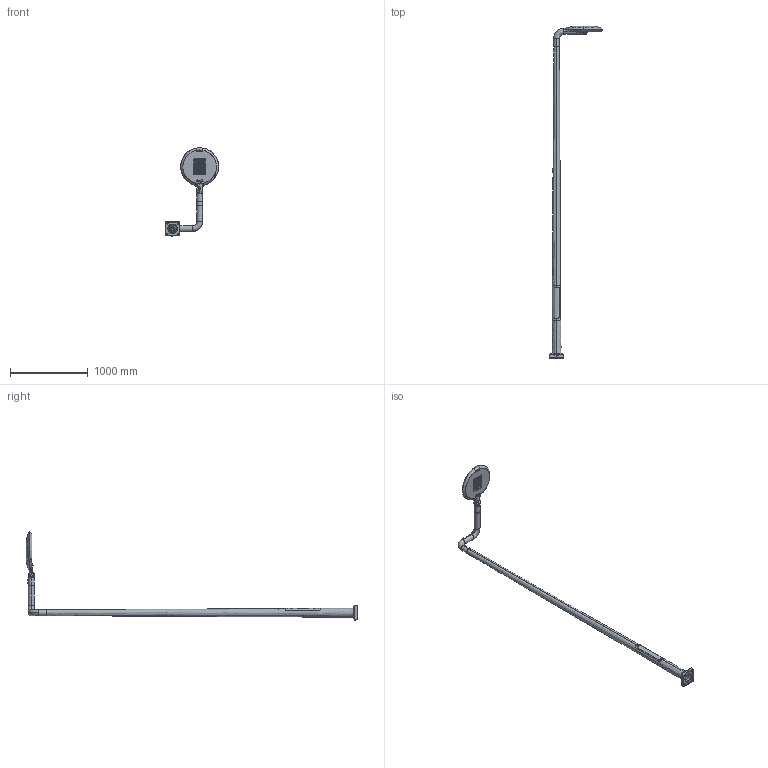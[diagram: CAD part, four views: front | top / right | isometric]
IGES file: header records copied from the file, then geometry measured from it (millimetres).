
Start section: SolidWorks IGES file using analytic representation for surfaces
Global section: file name: hela-1-4(40)-(Ê170-130-4õ14)-ö+ïî.IGS; native system: SolidWorks 2020; preprocessor: SolidWorks 2020; author: Åêàòåðèíà; date: 210707.162531; units: millimetre
Bounding box: 687.92 x 4278.01 x 1140.08 mm (x, y, z)
Surface area: 3739153.5 mm2 (no closed solid volume)
Topology: 0 solids, 0 shells, 1115 faces, 19346 edges, 19330 vertices
Faces by surface type: revolution 614, bspline 501
